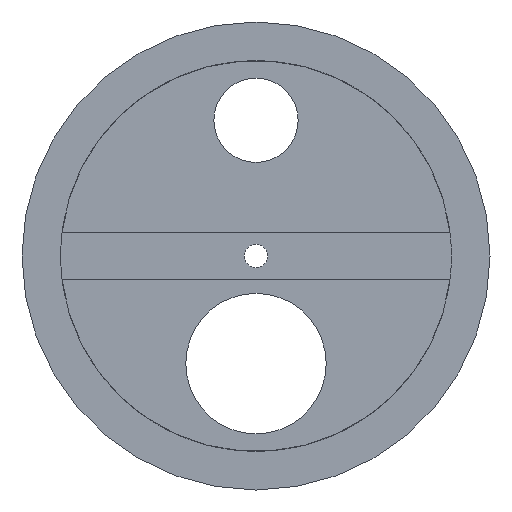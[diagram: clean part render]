
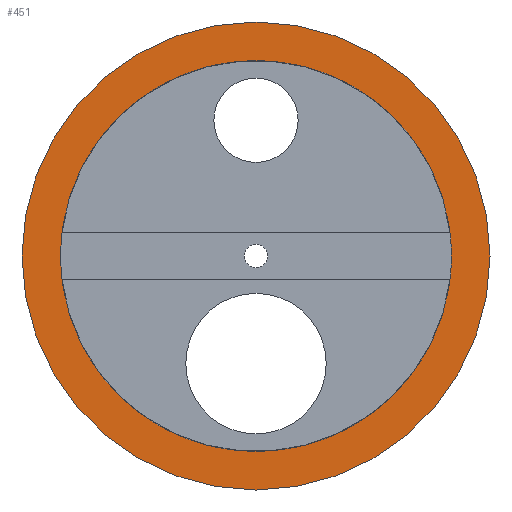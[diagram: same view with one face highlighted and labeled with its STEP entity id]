
A CAD part, front view. The second image highlights one B-rep face of the part: STEP entity #451.
In plain terms, the highlighted planar face has unit normal (0, -1, 0).
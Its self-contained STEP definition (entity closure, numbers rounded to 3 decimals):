
#24=FACE_BOUND('',#90,.T.);
#37=PLANE('',#528);
#58=FACE_OUTER_BOUND('',#89,.T.);
#89=EDGE_LOOP('',(#387,#388));
#90=EDGE_LOOP('',(#389,#390));
#169=CIRCLE('',#526,41.75);
#170=CIRCLE('',#527,41.75);
#171=CIRCLE('',#529,50.);
#172=CIRCLE('',#530,50.);
#217=VERTEX_POINT('',#805);
#218=VERTEX_POINT('',#806);
#219=VERTEX_POINT('',#811);
#220=VERTEX_POINT('',#812);
#277=EDGE_CURVE('',#217,#218,#169,.T.);
#278=EDGE_CURVE('',#218,#217,#170,.T.);
#280=EDGE_CURVE('',#219,#220,#171,.T.);
#281=EDGE_CURVE('',#220,#219,#172,.T.);
#387=ORIENTED_EDGE('',*,*,#280,.F.);
#388=ORIENTED_EDGE('',*,*,#281,.F.);
#389=ORIENTED_EDGE('',*,*,#277,.T.);
#390=ORIENTED_EDGE('',*,*,#278,.T.);
#451=ADVANCED_FACE('',(#58,#24),#37,.T.);
#526=AXIS2_PLACEMENT_3D('',#807,#663,#664);
#527=AXIS2_PLACEMENT_3D('',#808,#665,#666);
#528=AXIS2_PLACEMENT_3D('',#810,#668,#669);
#529=AXIS2_PLACEMENT_3D('',#813,#670,#671);
#530=AXIS2_PLACEMENT_3D('',#814,#672,#673);
#663=DIRECTION('center_axis',(0.,1.,0.));
#664=DIRECTION('ref_axis',(1.,0.,0.));
#665=DIRECTION('center_axis',(0.,1.,0.));
#666=DIRECTION('ref_axis',(1.,0.,0.));
#668=DIRECTION('center_axis',(0.,-1.,0.));
#669=DIRECTION('ref_axis',(0.,0.,-1.));
#670=DIRECTION('center_axis',(0.,1.,0.));
#671=DIRECTION('ref_axis',(1.,0.,0.));
#672=DIRECTION('center_axis',(0.,1.,0.));
#673=DIRECTION('ref_axis',(1.,0.,0.));
#805=CARTESIAN_POINT('',(-41.75,27.,0.));
#806=CARTESIAN_POINT('',(41.75,27.,0.));
#807=CARTESIAN_POINT('Origin',(0.,27.,0.));
#808=CARTESIAN_POINT('Origin',(0.,27.,0.));
#810=CARTESIAN_POINT('Origin',(-50.,27.,0.));
#811=CARTESIAN_POINT('',(-50.,27.,0.));
#812=CARTESIAN_POINT('',(50.,27.,0.));
#813=CARTESIAN_POINT('Origin',(0.,27.,0.));
#814=CARTESIAN_POINT('Origin',(0.,27.,0.));
